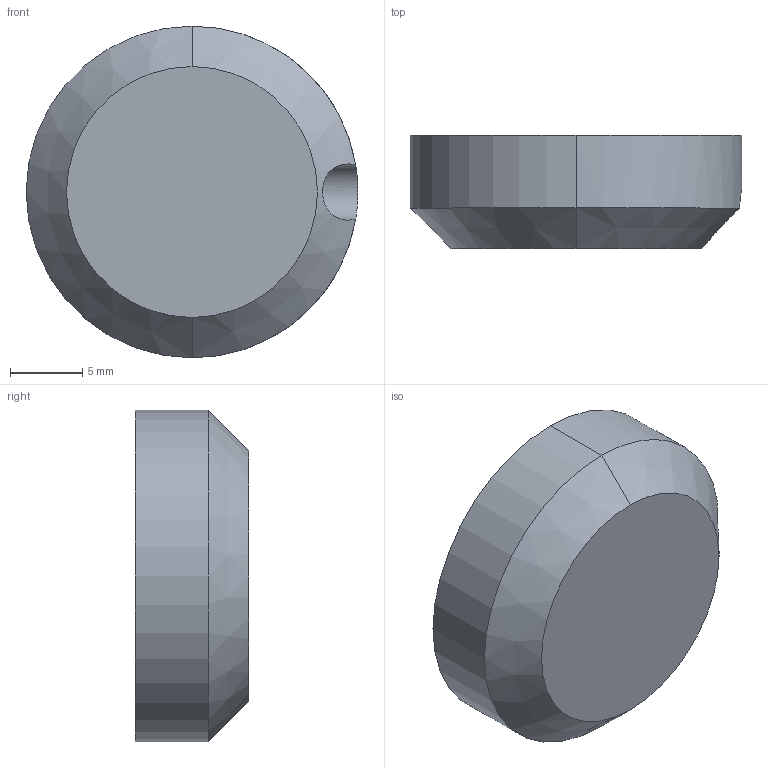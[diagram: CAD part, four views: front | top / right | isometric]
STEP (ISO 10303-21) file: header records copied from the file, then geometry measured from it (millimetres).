
FILE_DESCRIPTION (( 'STEP AP203' ), '1' );
FILE_NAME ('PUC_WIP_FDM.STEP', '2025-04-17T00:14:48', ( '' ), ( '' ), 'SwSTEP 2.0', 'SolidWorks 2024', '' );
FILE_SCHEMA (( 'CONFIG_CONTROL_DESIGN' ));
Length unit declared in the file: millimetre
Products named in the file (1): PUC_WIP_FDM
Bounding box: 23 x 7.84 x 23 mm (x, y, z)
Volume: 2094.1 mm3; surface area: 2072.9 mm2
Topology: 1 solids, 1 shells, 20 faces, 45 edges, 28 vertices
Faces by surface type: cylinder 8, torus 6, plane 4, cone 2
Entity records: 689 total; most frequent: CARTESIAN_POINT 142, DIRECTION 114, ORIENTED_EDGE 90, AXIS2_PLACEMENT_3D 52, EDGE_CURVE 45, CIRCLE 31, VERTEX_POINT 28, EDGE_LOOP 21
